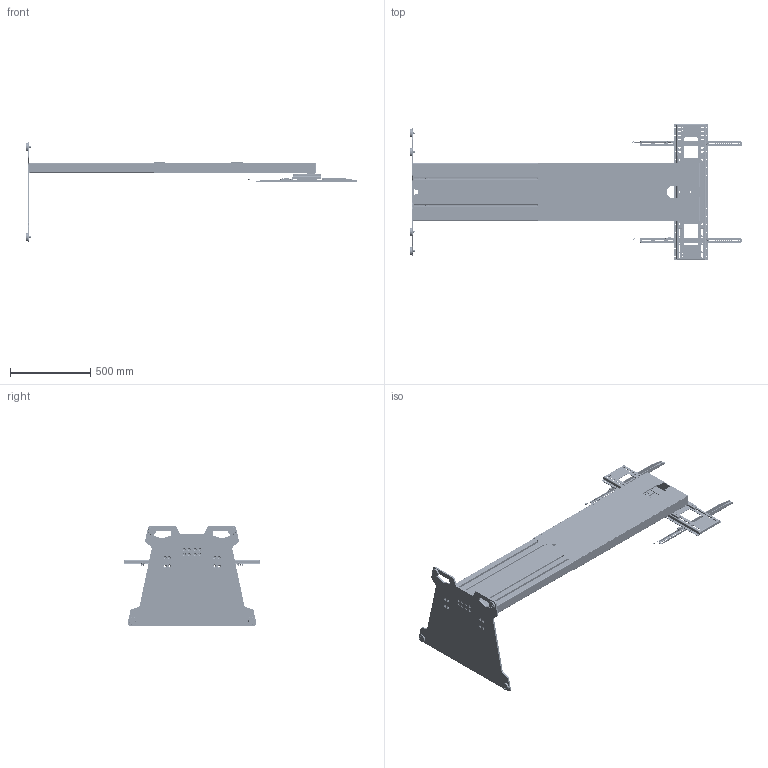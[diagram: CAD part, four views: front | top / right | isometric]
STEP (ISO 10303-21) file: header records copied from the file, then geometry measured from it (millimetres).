
FILE_DESCRIPTION((''),'2;1');
FILE_NAME('JC35TS-1744_ASM','2021-07-20T10:49:10',('Administrator'),('捷昌驱动'),'CREO PARAMETRIC BY PTC INC, 2018100','CREO PARAMETRIC BY PTC INC, 2018100','');
FILE_SCHEMA(('CONFIG_CONTROL_DESIGN'));
Products named in the file (47): JS36DR-2337_AF0; JS36DR-2336_ASM; JC35PJ-0476; JS36DR-2338_ASM; JC35TS-0166; JS36DR-2339_ASM; JS36DR-2331_AF0; JS36DR-2330_ASM; JS36DR-1576; JS36DR-2329_ASM; JS36DR-0141; JS36DR-0142; JS36DR-0304; JCSP-0783; JS36DR-2373_ASM; JC35TS-1671; JS36DR-2343_AF0; JS36DR-2341_ASM; JS36DR-2340_ASM; JS36DR-2342_ASM; JS36DR-2374_ASM; JC35TS-1672_AF1; JC35TS-1675_ASM; JC35TS-1676; JC35TS-1677_ASM; JC35TS-1665; JC35TS-1668; JC35TS-1667; JC35TS-1666; JC35TS-1743; JCSP-0606; JC35TS-1804; ______17135; JC35TS-1807; JC35TS-1806; JC35TS-1805; JC35TF-0137; JCSP-0412; JCSP-0191; JCSP-0473 ...
Assembly tree (112 placements, depth 6):
  JC35TS-1744_ASM
    JS36DR-2373_ASM
      JS36DR-2339_ASM
        JS36DR-2338_ASM
          JS36DR-2336_ASM
            JS36DR-2337_AF0
          JC35PJ-0476  x2
        JC35TS-0166
      JS36DR-2329_ASM
        JS36DR-2330_ASM
          JS36DR-2331_AF0
        JS36DR-1576
      JS36DR-0141  x2
      JS36DR-0142  x2
      JS36DR-0304
      JCSP-0783  x3
    JC35TS-1671
    JS36DR-2374_ASM
      JS36DR-2342_ASM
        JS36DR-2340_ASM
          JS36DR-2341_ASM
            JS36DR-2343_AF0
          JC35PJ-0476  x2
        JC35TS-0166
      JS36DR-2329_ASM
        JS36DR-2330_ASM
          JS36DR-2331_AF0
        JS36DR-1576
      JS36DR-0141  x2
      JS36DR-0142  x2
      JS36DR-0304
      JCSP-0783  x3
    JC35TS-1677_ASM
      JC35TS-1675_ASM  x2
        JC35TS-1672_AF1
      JC35TS-1676  x2
    JC35TS-1665
    JC35TS-1668
    JC35TS-1667
    JC35TS-1666
    JC35TS-1743  x4
    JCSP-0606  x10
    JC35TS-T191184_ASM
      JC35TS-1804
      JC35TS-1807  x2
        ______17135
      JC35TS-1806  x2
      JC35TS-1805  x2
      JC35TF-0137  x2
      JCSP-0412
      JCSP-0191  x2
      JCSP-0473  x2
      JCSP-0623  x4
    JC35TS-1855
    JC35TS-T212925
    JC35TS-1430  x4
    JCSP-0722  x24
Bounding box: 2064.85 x 845 x 620 mm (x, y, z)
Volume: 7529668.4 mm3; surface area: 6175901.2 mm2
Topology: 113 solids, 225 shells, 7714 faces, 20524 edges, 13281 vertices
Faces by surface type: plane 3380, cylinder 3062, bspline 694, cone 350, torus 186, sphere 22, revolution 20
Entity records: 135671 total; most frequent: CARTESIAN_POINT 55731, DIRECTION 16389, ORIENTED_EDGE 16230, EDGE_CURVE 8287, AXIS2_PLACEMENT_3D 5773, VERTEX_POINT 5448, VECTOR 4841, LINE 4841
